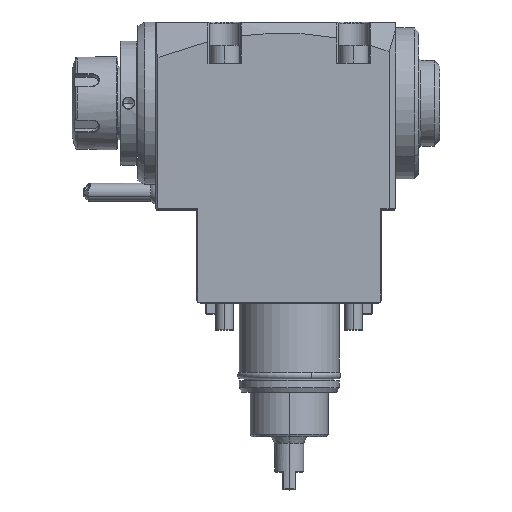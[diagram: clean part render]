
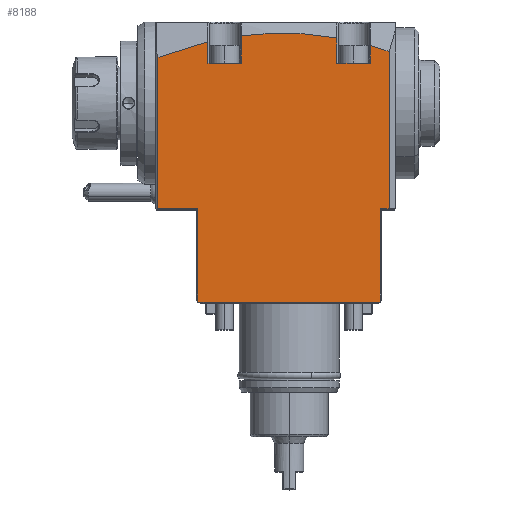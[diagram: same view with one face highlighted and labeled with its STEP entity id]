
A CAD part, top view. The second image highlights one B-rep face of the part: STEP entity #8188.
In plain terms, the highlighted planar face has unit normal (0, 0, 1).
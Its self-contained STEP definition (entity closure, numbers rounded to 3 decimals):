
#150=CARTESIAN_POINT('',(1.,110.562,37.5));
#400=DIRECTION('',(-0.265,0.964,0.));
#401=VECTOR('',#400,0.114);
#402=CARTESIAN_POINT('',(23.5,117.491,37.5));
#403=LINE('',#402,#401);
#404=DIRECTION('',(0.,1.,0.));
#405=VECTOR('',#404,9.491);
#406=CARTESIAN_POINT('',(23.5,108.,37.5));
#407=LINE('',#406,#405);
#408=DIRECTION('',(0.,-1.,0.));
#409=VECTOR('',#408,12.317);
#410=CARTESIAN_POINT('',(38.5,120.317,37.5));
#411=LINE('',#410,#409);
#412=CARTESIAN_POINT('',(38.5,120.317,37.5));
#413=CARTESIAN_POINT('',(45.692,121.235,37.5));
#414=CARTESIAN_POINT('',(60.05,121.978,37.5));
#415=CARTESIAN_POINT('',(74.358,120.558,37.5));
#416=CARTESIAN_POINT('',(81.5,119.311,37.5));
#418=DIRECTION('',(0.,1.,0.));
#419=VECTOR('',#418,11.311);
#420=CARTESIAN_POINT('',(81.5,108.,37.5));
#421=LINE('',#420,#419);
#422=DIRECTION('',(0.,-1.,0.));
#423=VECTOR('',#422,7.759);
#424=CARTESIAN_POINT('',(96.5,115.759,37.5));
#425=LINE('',#424,#423);
#426=DIRECTION('',(-0.268,-0.963,0.));
#427=VECTOR('',#426,0.135);
#428=CARTESIAN_POINT('',(96.536,115.889,37.5));
#429=LINE('',#428,#427);
#430=CARTESIAN_POINT('',(96.536,115.889,37.5));
#431=CARTESIAN_POINT('',(99.382,115.09,37.5));
#432=CARTESIAN_POINT('',(102.203,114.212,37.5));
#433=CARTESIAN_POINT('',(105.,113.259,37.5));
#435=DIRECTION('',(0.,-1.,0.));
#436=VECTOR('',#435,70.759);
#437=CARTESIAN_POINT('',(105.,113.259,37.5));
#438=LINE('',#437,#436);
#439=DIRECTION('',(1.,0.,0.));
#440=VECTOR('',#439,4.);
#441=CARTESIAN_POINT('',(101.,42.5,37.5));
#442=LINE('',#441,#440);
#443=DIRECTION('',(0.,1.,0.));
#444=VECTOR('',#443,42.);
#445=CARTESIAN_POINT('',(101.,0.5,37.5));
#446=LINE('',#445,#444);
#447=DIRECTION('',(-1.,0.,0.));
#448=VECTOR('',#447,82.);
#449=CARTESIAN_POINT('',(101.,0.5,37.5));
#450=LINE('',#449,#448);
#451=DIRECTION('',(0.,-1.,0.));
#452=VECTOR('',#451,42.);
#453=CARTESIAN_POINT('',(19.,42.5,37.5));
#454=LINE('',#453,#452);
#455=DIRECTION('',(1.,0.,0.));
#456=VECTOR('',#455,18.);
#457=CARTESIAN_POINT('',(1.,42.5,37.5));
#458=LINE('',#457,#456);
#459=DIRECTION('',(0.,1.,0.));
#460=VECTOR('',#459,68.062);
#461=CARTESIAN_POINT('',(1.,42.5,37.5));
#462=LINE('',#461,#460);
#463=CARTESIAN_POINT('',(23.47,117.601,37.5));
#464=CARTESIAN_POINT('',(15.807,115.81,37.5));
#465=CARTESIAN_POINT('',(8.324,113.441,37.5));
#466=CARTESIAN_POINT('',(1.,110.562,37.5));
#1094=CARTESIAN_POINT('',(105.,113.259,37.5));
#1146=DIRECTION('',(-1.,0.,0.));
#1147=VECTOR('',#1146,15.);
#1148=CARTESIAN_POINT('',(96.5,108.,37.5));
#1149=LINE('',#1148,#1147);
#1199=CARTESIAN_POINT('',(38.5,120.317,37.5));
#1243=DIRECTION('',(-1.,0.,0.));
#1244=VECTOR('',#1243,15.);
#1245=CARTESIAN_POINT('',(38.5,108.,37.5));
#1246=LINE('',#1245,#1244);
#6746=CARTESIAN_POINT('',(19.,42.5,37.5));
#6748=VERTEX_POINT('',#6746);
#6757=CARTESIAN_POINT('',(101.,0.5,37.5));
#6758=CARTESIAN_POINT('',(19.,0.5,37.5));
#6759=VERTEX_POINT('',#6757);
#6760=VERTEX_POINT('',#6758);
#6778=CARTESIAN_POINT('',(101.,42.5,37.5));
#6780=VERTEX_POINT('',#6778);
#6798=CARTESIAN_POINT('',(105.,42.5,37.5));
#6800=VERTEX_POINT('',#6798);
#6818=VERTEX_POINT('',#1094);
#6831=VERTEX_POINT('',#150);
#6847=CARTESIAN_POINT('',(23.5,117.491,37.5));
#6849=VERTEX_POINT('',#6847);
#6864=CARTESIAN_POINT('',(23.47,117.601,37.5));
#6865=VERTEX_POINT('',#6864);
#6870=CARTESIAN_POINT('',(96.536,115.889,37.5));
#6871=VERTEX_POINT('',#6870);
#6875=VERTEX_POINT('',#1199);
#6876=CARTESIAN_POINT('',(38.5,108.,37.5));
#6877=VERTEX_POINT('',#6876);
#6902=VERTEX_POINT('',#416);
#6908=CARTESIAN_POINT('',(81.5,108.,37.5));
#6910=VERTEX_POINT('',#6908);
#6913=CARTESIAN_POINT('',(96.5,115.759,37.5));
#6914=VERTEX_POINT('',#6913);
#6964=CARTESIAN_POINT('',(96.5,108.,37.5));
#6966=VERTEX_POINT('',#6964);
#6968=CARTESIAN_POINT('',(23.5,108.,37.5));
#6969=VERTEX_POINT('',#6968);
#6977=CARTESIAN_POINT('',(1.,42.5,37.5));
#6979=VERTEX_POINT('',#6977);
#8147=CARTESIAN_POINT('',(0.,126.5,37.5));
#8148=DIRECTION('',(0.,0.,1.));
#8149=DIRECTION('',(0.,-1.,0.));
#8150=AXIS2_PLACEMENT_3D('',#8147,#8148,#8149);
#8151=PLANE('',#8150);
#8153=ORIENTED_EDGE('',*,*,#8152,.F.);
#8155=ORIENTED_EDGE('',*,*,#8154,.F.);
#8157=ORIENTED_EDGE('',*,*,#8156,.F.);
#8159=ORIENTED_EDGE('',*,*,#8158,.F.);
#8161=ORIENTED_EDGE('',*,*,#8160,.T.);
#8163=ORIENTED_EDGE('',*,*,#8162,.F.);
#8165=ORIENTED_EDGE('',*,*,#8164,.F.);
#8167=ORIENTED_EDGE('',*,*,#8166,.F.);
#8169=ORIENTED_EDGE('',*,*,#8168,.F.);
#8171=ORIENTED_EDGE('',*,*,#8170,.T.);
#8173=ORIENTED_EDGE('',*,*,#8172,.T.);
#8175=ORIENTED_EDGE('',*,*,#8174,.F.);
#8177=ORIENTED_EDGE('',*,*,#8176,.F.);
#8178=ORIENTED_EDGE('',*,*,#8138,.T.);
#8180=ORIENTED_EDGE('',*,*,#8179,.F.);
#8182=ORIENTED_EDGE('',*,*,#8181,.F.);
#8183=ORIENTED_EDGE('',*,*,#7849,.T.);
#8185=ORIENTED_EDGE('',*,*,#8184,.F.);
#8186=EDGE_LOOP('',(#8153,#8155,#8157,#8159,#8161,#8163,#8165,#8167,#8169,#8171,
#8173,#8175,#8177,#8178,#8180,#8182,#8183,#8185));
#8187=FACE_OUTER_BOUND('',#8186,.F.);
#417=B_SPLINE_CURVE_WITH_KNOTS('',3,(#412,#413,#414,#415,#416),.UNSPECIFIED.,
.F.,.F.,(4,1,4),(0.,0.5,1.),.UNSPECIFIED.);
#434=B_SPLINE_CURVE_WITH_KNOTS('',3,(#430,#431,#432,#433),.UNSPECIFIED.,.F.,.F.,
(4,4),(0.,1.),.UNSPECIFIED.);
#467=B_SPLINE_CURVE_WITH_KNOTS('',3,(#463,#464,#465,#466),.UNSPECIFIED.,.F.,.F.,
(4,4),(0.,1.),.UNSPECIFIED.);
#7849=EDGE_CURVE('',#6979,#6831,#462,.T.);
#8138=EDGE_CURVE('',#6759,#6760,#450,.T.);
#8152=EDGE_CURVE('',#6849,#6865,#403,.T.);
#8154=EDGE_CURVE('',#6969,#6849,#407,.T.);
#8156=EDGE_CURVE('',#6877,#6969,#1246,.T.);
#8158=EDGE_CURVE('',#6875,#6877,#411,.T.);
#8160=EDGE_CURVE('',#6875,#6902,#417,.T.);
#8162=EDGE_CURVE('',#6910,#6902,#421,.T.);
#8164=EDGE_CURVE('',#6966,#6910,#1149,.T.);
#8166=EDGE_CURVE('',#6914,#6966,#425,.T.);
#8168=EDGE_CURVE('',#6871,#6914,#429,.T.);
#8170=EDGE_CURVE('',#6871,#6818,#434,.T.);
#8172=EDGE_CURVE('',#6818,#6800,#438,.T.);
#8174=EDGE_CURVE('',#6780,#6800,#442,.T.);
#8176=EDGE_CURVE('',#6759,#6780,#446,.T.);
#8179=EDGE_CURVE('',#6748,#6760,#454,.T.);
#8181=EDGE_CURVE('',#6979,#6748,#458,.T.);
#8184=EDGE_CURVE('',#6865,#6831,#467,.T.);
#8188=ADVANCED_FACE('',(#8187),#8151,.T.);
